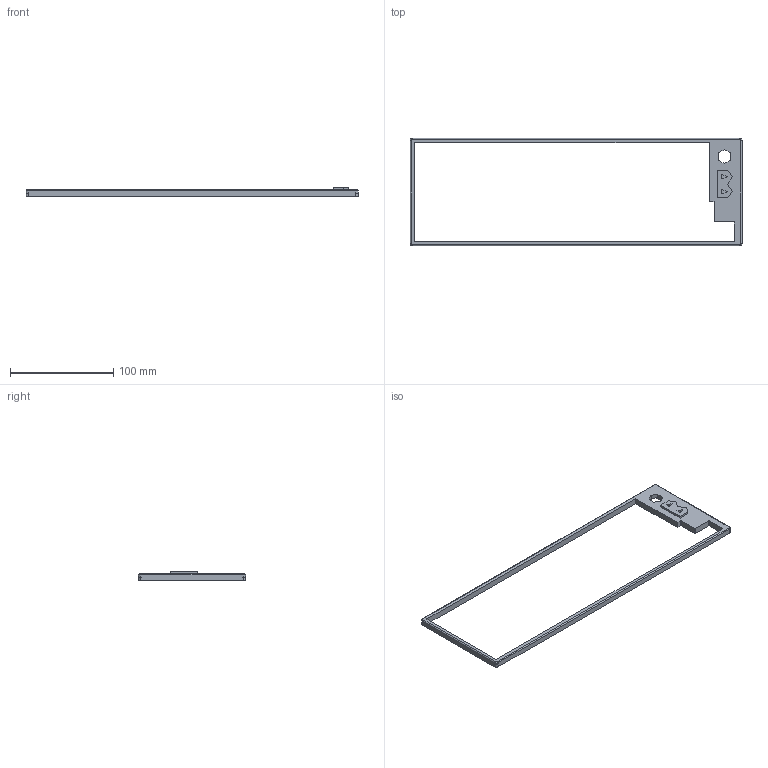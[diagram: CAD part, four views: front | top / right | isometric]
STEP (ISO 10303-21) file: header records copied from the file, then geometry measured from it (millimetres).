
FILE_DESCRIPTION(/* description */ ('STEP AP242','CAx-IF Rec.Pracs.---Representation and Presentation of Product Manufacturing Information (PMI)---4.0---2014-10-13','CAx-IF Rec.Pracs.---3D Tessellated Geometry---0.4---2014-09-14','2;1'),/* implementation_level */ '2;1');
FILE_NAME(/* name */ '686d4c0d97e452119c33f809',/* time_stamp */ '2025-07-08T16:49:17Z',/* author */ (''),/* organization */ (''),/* preprocessor_version */ 'ST-DEVELOPER v20',/* originating_system */ 'ONSHAPE BY PTC INC, 1.200',/* authorisation */ ' ');
FILE_SCHEMA (('AP242_MANAGED_MODEL_BASED_3D_ENGINEERING_MIM_LF { 1 0 10303 442 1 1 4 }'));
Length unit declared in the file: metre
Products named in the file (2): Case_top; Top
Assembly tree (1 placements, depth 2):
  Case_top
    Top
Bounding box: 321 x 103.5 x 8 mm (x, y, z)
Volume: 32183.7 mm3; surface area: 20844.9 mm2
Topology: 1 solids, 1 shells, 79 faces, 199 edges, 130 vertices
Faces by surface type: plane 45, cylinder 30, torus 4
Full cylindrical faces by diameter (mm): 3.2 x4
Entity records: 2402 total; most frequent: DIRECTION 421, CARTESIAN_POINT 406, ORIENTED_EDGE 390, EDGE_CURVE 195, AXIS2_PLACEMENT_3D 145, LINE 131, VECTOR 131, VERTEX_POINT 130
